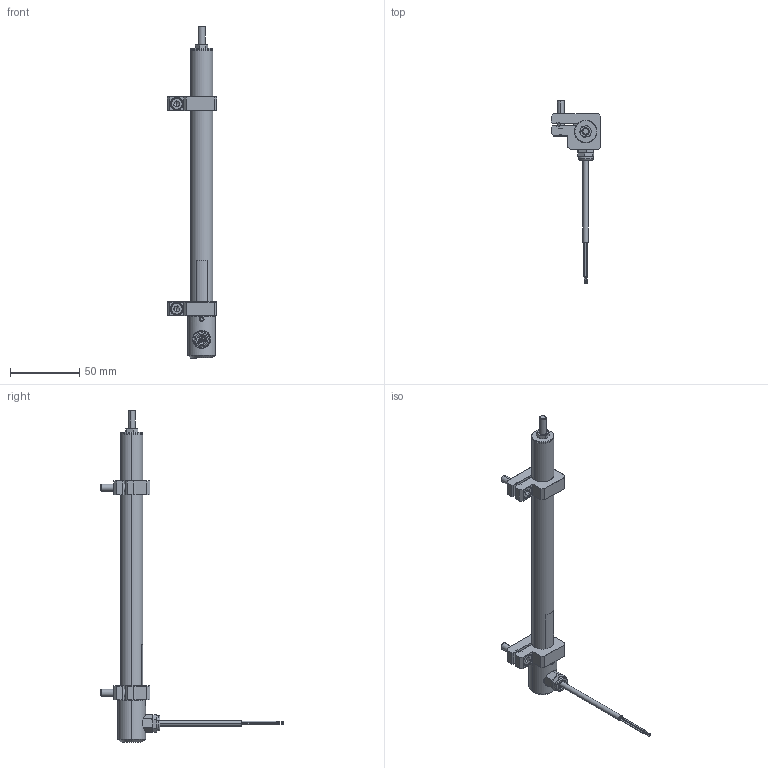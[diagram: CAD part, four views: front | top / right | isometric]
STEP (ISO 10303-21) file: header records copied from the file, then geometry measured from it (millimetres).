
FILE_DESCRIPTION (( 'STEP AP214' ), '1' );
FILE_NAME ('TX2_0150_Kabel_ein_Montageblock.STEP', '2011-01-27T12:36:34', ( 'novotechnik' ), ( 'novotechnik' ), 'SwSTEP 2.0', 'SolidWorks 2010', '' );
FILE_SCHEMA (( 'AUTOMOTIVE_DESIGN' ));
Length unit declared in the file: millimetre
Products named in the file (1): TX2_0150_Kabel_ein_Montageblock
Bounding box: 36 x 132.1 x 239.9 mm (x, y, z)
Surface area: 22172.6 mm2 (no closed solid volume)
Topology: 0 solids, 19 shells, 292 faces, 815 edges, 510 vertices
Faces by surface type: plane 118, cylinder 109, cone 45, torus 18, bspline 2
Entity records: 12617 total; most frequent: CARTESIAN_POINT 2263, DIRECTION 1505, ORIENTED_EDGE 1355, EDGE_CURVE 811, AXIS2_PLACEMENT_3D 532, VERTEX_POINT 510, LINE 441, VECTOR 441
